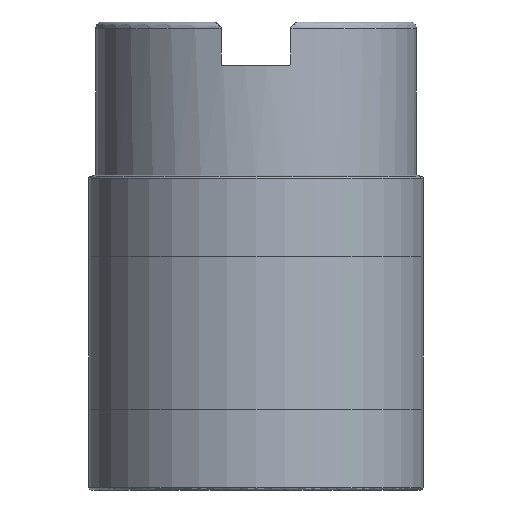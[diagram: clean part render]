
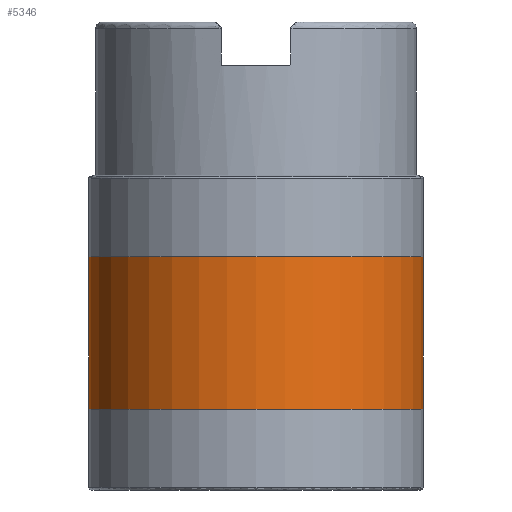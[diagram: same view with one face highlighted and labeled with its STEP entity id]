
A CAD part, left-side view. The second image highlights one B-rep face of the part: STEP entity #5346.
In plain terms, the highlighted cylindrical face has radius 25 mm (diameter 50 mm), a partial arc.
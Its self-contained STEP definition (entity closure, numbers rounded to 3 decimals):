
#3895=CARTESIAN_POINT('',(0.,25.,35.102));
#3931=CARTESIAN_POINT('',(0.,-25.,35.102));
#3952=CARTESIAN_POINT('',(0.,0.,35.102));
#3953=DIRECTION('',(0.,0.,-1.));
#3954=DIRECTION('',(0.,1.,0.));
#3955=AXIS2_PLACEMENT_3D('',#3952,#3953,#3954);
#3960=DIRECTION('',(0.,0.,1.));
#3961=VECTOR('',#3960,22.807);
#3962=CARTESIAN_POINT('',(0.,25.,35.102));
#3963=LINE('',#3962,#3961);
#3967=DIRECTION('',(0.,0.,1.));
#3968=VECTOR('',#3967,22.807);
#3969=CARTESIAN_POINT('',(0.,-25.,35.102));
#3970=LINE('',#3969,#3968);
#4062=CARTESIAN_POINT('',(0.,0.,57.909));
#4063=DIRECTION('',(0.,0.,-1.));
#4064=DIRECTION('',(0.,1.,0.));
#4065=AXIS2_PLACEMENT_3D('',#4062,#4063,#4064);
#4085=VERTEX_POINT('',#3895);
#4086=CARTESIAN_POINT('',(0.,25.,57.909));
#4087=VERTEX_POINT('',#4086);
#4103=VERTEX_POINT('',#3931);
#4104=CARTESIAN_POINT('',(0.,-25.,57.909));
#4105=VERTEX_POINT('',#4104);
#5332=CARTESIAN_POINT('',(0.,0.,72.423));
#5333=DIRECTION('',(0.,0.,-1.));
#5334=DIRECTION('',(0.,-1.,0.));
#5335=AXIS2_PLACEMENT_3D('',#5332,#5333,#5334);
#5336=CYLINDRICAL_SURFACE('',#5335,25.);
#5338=ORIENTED_EDGE('',*,*,#5337,.F.);
#5339=ORIENTED_EDGE('',*,*,#5327,.T.);
#5341=ORIENTED_EDGE('',*,*,#5340,.T.);
#5343=ORIENTED_EDGE('',*,*,#5342,.F.);
#5344=EDGE_LOOP('',(#5338,#5339,#5341,#5343));
#5345=FACE_OUTER_BOUND('',#5344,.F.);
#3956=CIRCLE('',#3955,25.);
#4066=CIRCLE('',#4065,25.);
#5327=EDGE_CURVE('',#4085,#4103,#3956,.T.);
#5337=EDGE_CURVE('',#4085,#4087,#3963,.T.);
#5340=EDGE_CURVE('',#4103,#4105,#3970,.T.);
#5342=EDGE_CURVE('',#4087,#4105,#4066,.T.);
#5346=ADVANCED_FACE('',(#5345),#5336,.T.);
